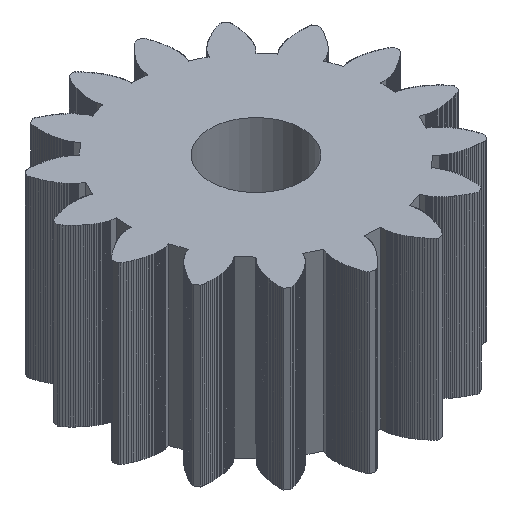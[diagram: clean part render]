
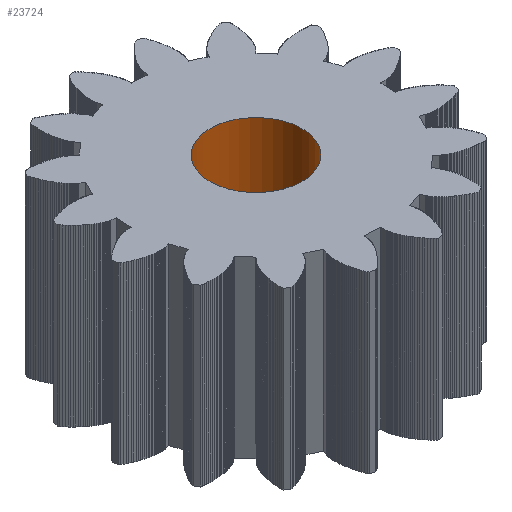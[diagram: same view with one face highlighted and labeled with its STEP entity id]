
A CAD part, isometric view. The second image highlights one B-rep face of the part: STEP entity #23724.
In plain terms, the highlighted cylindrical face has radius 2.5 mm (diameter 5 mm), a full revolution.
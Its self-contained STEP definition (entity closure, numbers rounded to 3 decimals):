
#15=CYLINDRICAL_SURFACE('',#24926,2.5);
#18=CIRCLE('',#24925,2.5);
#19=CIRCLE('',#24927,2.5);
#21=FACE_OUTER_BOUND('',#1209,.T.);
#1209=EDGE_LOOP('',(#16612,#16613,#16614,#16615));
#3580=LINE('',#34420,#7133);
#7133=VECTOR('',#27305,2.5);
#10686=VERTEX_POINT('',#34416);
#10687=VERTEX_POINT('',#34419);
#13056=EDGE_CURVE('',#10686,#10686,#18,.T.);
#13057=EDGE_CURVE('',#10686,#10687,#3580,.T.);
#13058=EDGE_CURVE('',#10687,#10687,#19,.T.);
#16612=ORIENTED_EDGE('',*,*,#13056,.F.);
#16613=ORIENTED_EDGE('',*,*,#13057,.T.);
#16614=ORIENTED_EDGE('',*,*,#13058,.F.);
#16615=ORIENTED_EDGE('',*,*,#13057,.F.);
#23724=ADVANCED_FACE('',(#21),#15,.F.);
#24925=AXIS2_PLACEMENT_3D('',#34417,#27301,#27302);
#24926=AXIS2_PLACEMENT_3D('',#34418,#27303,#27304);
#24927=AXIS2_PLACEMENT_3D('',#34421,#27306,#27307);
#27301=DIRECTION('center_axis',(0.,0.,-1.));
#27302=DIRECTION('ref_axis',(1.,0.,0.));
#27303=DIRECTION('center_axis',(0.,0.,-1.));
#27304=DIRECTION('ref_axis',(1.,0.,0.));
#27305=DIRECTION('',(0.,0.,-1.));
#27306=DIRECTION('center_axis',(0.,0.,1.));
#27307=DIRECTION('ref_axis',(1.,0.,0.));
#34416=CARTESIAN_POINT('',(-2.5,0.,202.25));
#34417=CARTESIAN_POINT('Origin',(0.,0.,202.25));
#34418=CARTESIAN_POINT('Origin',(0.,0.,199.75));
#34419=CARTESIAN_POINT('',(-2.5,0.,192.741));
#34420=CARTESIAN_POINT('',(-2.5,0.,199.75));
#34421=CARTESIAN_POINT('Origin',(0.,0.,192.741));
